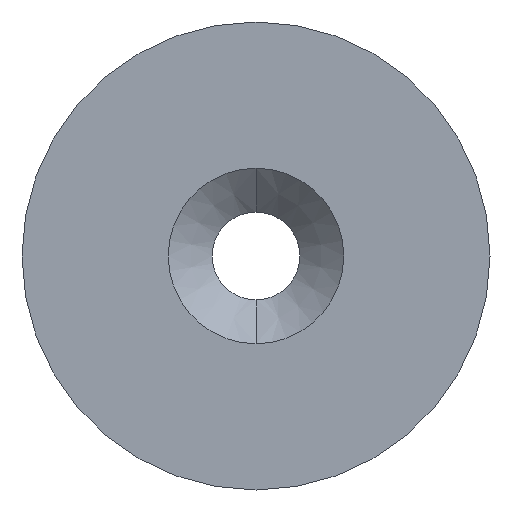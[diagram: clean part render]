
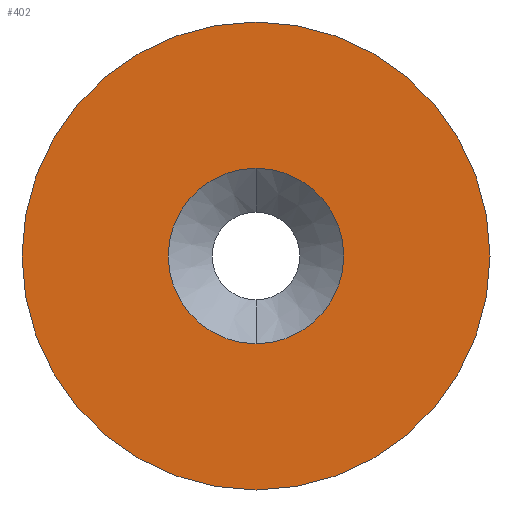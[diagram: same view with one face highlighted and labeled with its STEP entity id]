
A CAD part, front view. The second image highlights one B-rep face of the part: STEP entity #402.
In plain terms, the highlighted planar face has unit normal (0, -1, 0).
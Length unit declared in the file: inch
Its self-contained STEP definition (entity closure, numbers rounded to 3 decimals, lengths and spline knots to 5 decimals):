
#4 = AXIS2_PLACEMENT_3D ( 'NONE', #83, #79, #75 ) ;
#21 = AXIS2_PLACEMENT_3D ( 'NONE', #162, #161, #160 ) ;
#23 = DIRECTION ( 'NONE',  ( 0., 0., -1. ) ) ;
#24 = DIRECTION ( 'NONE',  ( 0., -1., 0. ) ) ;
#25 = CARTESIAN_POINT ( 'NONE',  ( 0., 0., 0. ) ) ;
#65 = CARTESIAN_POINT ( 'NONE',  ( 0., 0., 0. ) ) ;
#66 = DIRECTION ( 'NONE',  ( 0., 0., 1. ) ) ;
#67 = PLANE ( 'NONE',  #220 ) ;
#75 = DIRECTION ( 'NONE',  ( 0., 0., -1. ) ) ;
#79 = DIRECTION ( 'NONE',  ( 0., -1., 0. ) ) ;
#83 = CARTESIAN_POINT ( 'NONE',  ( 0., 0., 0. ) ) ;
#89 = DIRECTION ( 'NONE',  ( 0., 1., 0. ) ) ;
#90 = DIRECTION ( 'NONE',  ( 0., 0., -1. ) ) ;
#91 = DIRECTION ( 'NONE',  ( 0., -1., 0. ) ) ;
#94 = CARTESIAN_POINT ( 'NONE',  ( 0., 0., 0. ) ) ;
#160 = DIRECTION ( 'NONE',  ( 0., 0., -1. ) ) ;
#161 = DIRECTION ( 'NONE',  ( 0., -1., 0. ) ) ;
#162 = CARTESIAN_POINT ( 'NONE',  ( 0., 0., 0. ) ) ;
#175 = CARTESIAN_POINT ( 'NONE',  ( 0., 0., -0.1875 ) ) ;
#176 = CARTESIAN_POINT ( 'NONE',  ( 0., 0., 0.1875 ) ) ;
#177 = CARTESIAN_POINT ( 'NONE',  ( 0., 0., -0.5 ) ) ;
#178 = CARTESIAN_POINT ( 'NONE',  ( 0., 0., 0.5 ) ) ;
#203 = AXIS2_PLACEMENT_3D ( 'NONE', #25, #24, #23 ) ;
#204 = FACE_BOUND ( 'NONE', #327, .T. ) ;
#209 = FACE_OUTER_BOUND ( 'NONE', #328, .T. ) ;
#215 = AXIS2_PLACEMENT_3D ( 'NONE', #94, #91, #90 ) ;
#220 = AXIS2_PLACEMENT_3D ( 'NONE', #65, #89, #66 ) ;
#240 = CIRCLE ( 'NONE', #21, 0.5 ) ;
#249 = CIRCLE ( 'NONE', #215, 0.1875 ) ;
#251 = CIRCLE ( 'NONE', #4, 0.1875 ) ;
#253 = CIRCLE ( 'NONE', #203, 0.5 ) ;
#311 = VERTEX_POINT ( 'NONE', #178 ) ;
#312 = VERTEX_POINT ( 'NONE', #177 ) ;
#313 = VERTEX_POINT ( 'NONE', #176 ) ;
#314 = VERTEX_POINT ( 'NONE', #175 ) ;
#327 = EDGE_LOOP ( 'NONE', ( #350, #349 ) ) ;
#328 = EDGE_LOOP ( 'NONE', ( #348, #347 ) ) ;
#347 = ORIENTED_EDGE ( 'NONE', *, *, #361, .T. ) ;
#348 = ORIENTED_EDGE ( 'NONE', *, *, #399, .T. ) ;
#349 = ORIENTED_EDGE ( 'NONE', *, *, #392, .F. ) ;
#350 = ORIENTED_EDGE ( 'NONE', *, *, #395, .F. ) ;
#361 = EDGE_CURVE ( 'NONE', #311, #312, #240, .T. ) ;
#392 = EDGE_CURVE ( 'NONE', #313, #314, #249, .T. ) ;
#395 = EDGE_CURVE ( 'NONE', #314, #313, #251, .T. ) ;
#399 = EDGE_CURVE ( 'NONE', #312, #311, #253, .T. ) ;
#402 = ADVANCED_FACE ( 'NONE', ( #204, #209 ), #67, .F. ) ;
